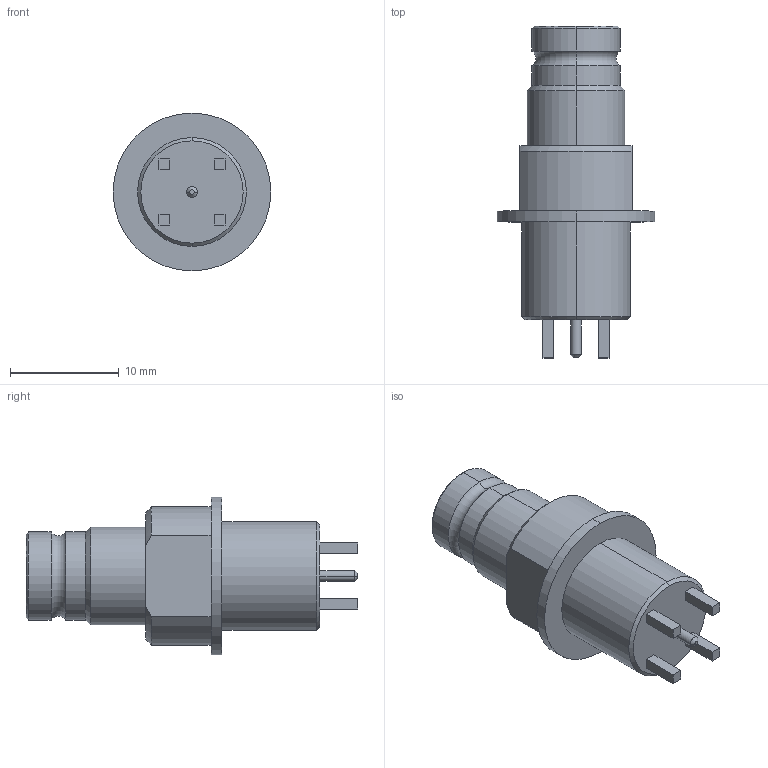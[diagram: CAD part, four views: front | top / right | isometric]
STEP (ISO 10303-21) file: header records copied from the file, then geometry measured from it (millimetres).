
FILE_DESCRIPTION((''),'2;1');
FILE_NAME('1','2021-08-14T',('Administrator'),(''),'PRO/ENGINEER BY PARAMETRIC TECHNOLOGY CORPORATION, 2012090','PRO/ENGINEER BY PARAMETRIC TECHNOLOGY CORPORATION, 2012090','');
FILE_SCHEMA(('CONFIG_CONTROL_DESIGN'));
Length unit declared in the file: millimetre
Products named in the file (1): 1
Bounding box: 14.5 x 30.5 x 14.5 mm (x, y, z)
Volume: 2037.3 mm3; surface area: 1437.1 mm2
Topology: 1 solids, 1 shells, 89 faces, 199 edges, 125 vertices
Faces by surface type: plane 35, cylinder 30, cone 16, bspline 6, torus 2
Entity records: 3699 total; most frequent: CARTESIAN_POINT 1697, DIRECTION 400, ORIENTED_EDGE 398, EDGE_CURVE 199, AXIS2_PLACEMENT_3D 147, VERTEX_POINT 125, VECTOR 106, LINE 106
